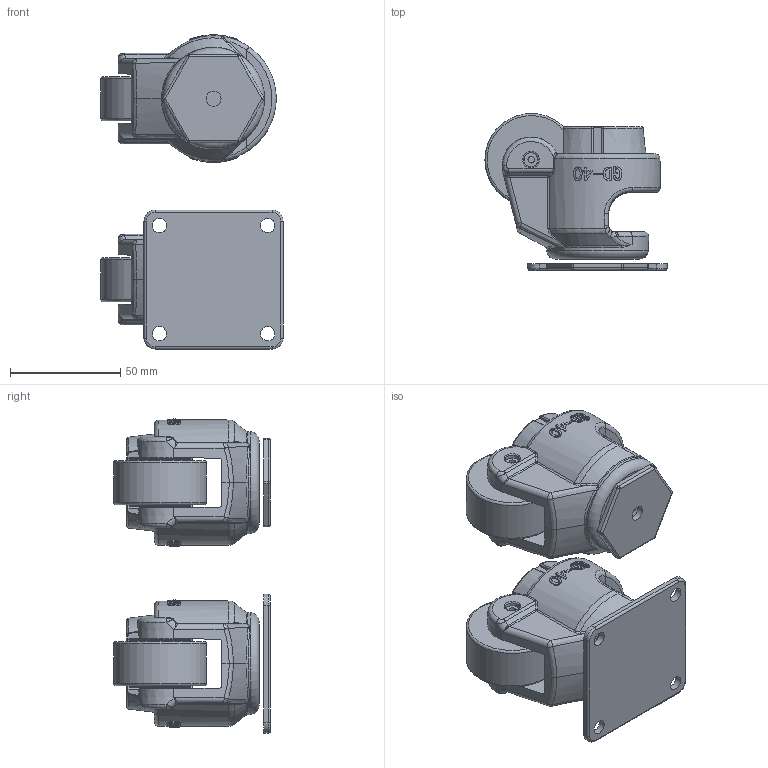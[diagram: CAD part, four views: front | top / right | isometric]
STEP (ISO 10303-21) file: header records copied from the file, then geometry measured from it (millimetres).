
FILE_DESCRIPTION(/* description */ (''),/* implementation_level */ '2;1');
FILE_NAME(/* name */ '8.7-40.stp',/* time_stamp */ '2019-08-17T10:14:25+08:00',/* author */ (''),/* organization */ (''),/* preprocessor_version */ 'ST-DEVELOPER v16',/* originating_system */ 'SIEMENS PLM Software NX 10.0',/* authorisation */ '');
FILE_SCHEMA (('AUTOMOTIVE_DESIGN { 1 0 10303 214 3 1 1 1 }'));
Length unit declared in the file: millimetre
Products named in the file (1): Admi11D05DBEcxh3
Bounding box: 82.5 x 71 x 142.39 mm (x, y, z)
Volume: 226984.8 mm3; surface area: 73125.6 mm2
Topology: 10 solids, 10 shells, 823 faces, 2019 edges, 1211 vertices
Faces by surface type: bspline 270, plane 196, cylinder 135, extrusion 84, torus 66, sphere 38, cone 34
Full cylindrical faces by diameter (mm): 3 x4, 6.5 x4, 6.8 x1, 42 x2
Entity records: 32594 total; most frequent: CARTESIAN_POINT 15736, ORIENTED_EDGE 3820, DIRECTION 2848, EDGE_CURVE 1910, VERTEX_POINT 1188, AXIS2_PLACEMENT_3D 1130, EDGE_LOOP 930, B_SPLINE_CURVE_WITH_KNOTS 828
